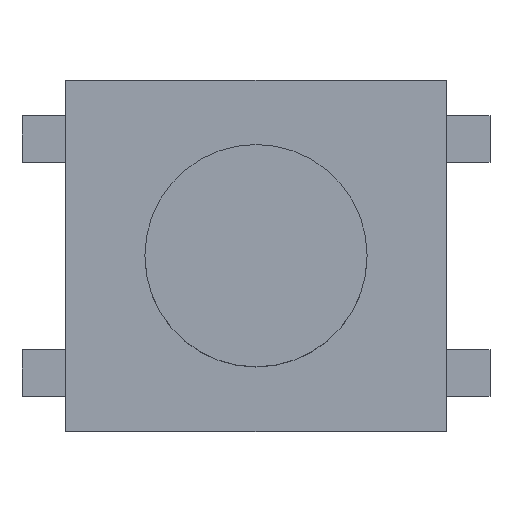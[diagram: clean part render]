
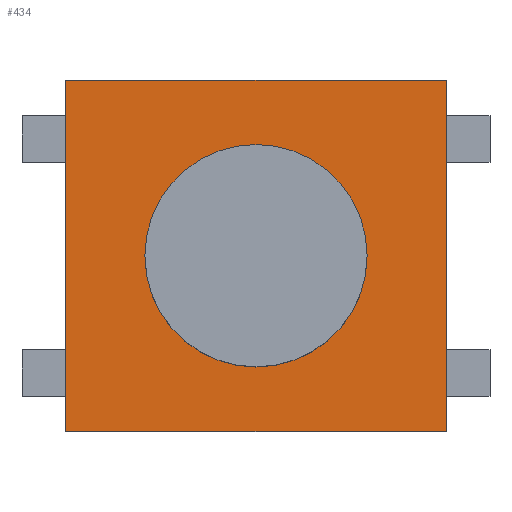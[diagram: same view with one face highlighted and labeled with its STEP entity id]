
A CAD part, top view. The second image highlights one B-rep face of the part: STEP entity #434.
In plain terms, the highlighted planar face has unit normal (0, 0, 1).
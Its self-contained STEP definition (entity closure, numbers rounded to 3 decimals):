
#50 = VERTEX_POINT('',#51);
#51 = CARTESIAN_POINT('',(-3.25,3.,1.8));
#57 = EDGE_CURVE('',#50,#58,#60,.T.);
#58 = VERTEX_POINT('',#59);
#59 = CARTESIAN_POINT('',(-3.25,-3.,1.8));
#60 = LINE('',#61,#62);
#61 = CARTESIAN_POINT('',(-3.25,3.,1.8));
#62 = VECTOR('',#63,1.);
#63 = DIRECTION('',(0.,-1.,0.));
#415 = EDGE_CURVE('',#58,#416,#418,.T.);
#416 = VERTEX_POINT('',#417);
#417 = CARTESIAN_POINT('',(3.25,-3.,1.8));
#418 = LINE('',#419,#420);
#419 = CARTESIAN_POINT('',(-3.25,-3.,1.8));
#420 = VECTOR('',#421,1.);
#421 = DIRECTION('',(1.,0.,0.));
#434 = ADVANCED_FACE('',(#435,#453),#464,.T.);
#435 = FACE_BOUND('',#436,.T.);
#436 = EDGE_LOOP('',(#437,#438,#439,#447));
#437 = ORIENTED_EDGE('',*,*,#57,.T.);
#438 = ORIENTED_EDGE('',*,*,#415,.T.);
#439 = ORIENTED_EDGE('',*,*,#440,.T.);
#440 = EDGE_CURVE('',#416,#441,#443,.T.);
#441 = VERTEX_POINT('',#442);
#442 = CARTESIAN_POINT('',(3.25,3.,1.8));
#443 = LINE('',#444,#445);
#444 = CARTESIAN_POINT('',(3.25,-3.,1.8));
#445 = VECTOR('',#446,1.);
#446 = DIRECTION('',(0.,1.,0.));
#447 = ORIENTED_EDGE('',*,*,#448,.T.);
#448 = EDGE_CURVE('',#441,#50,#449,.T.);
#449 = LINE('',#450,#451);
#450 = CARTESIAN_POINT('',(3.25,3.,1.8));
#451 = VECTOR('',#452,1.);
#452 = DIRECTION('',(-1.,0.,0.));
#453 = FACE_BOUND('',#454,.T.);
#454 = EDGE_LOOP('',(#455));
#455 = ORIENTED_EDGE('',*,*,#456,.F.);
#456 = EDGE_CURVE('',#457,#457,#459,.T.);
#457 = VERTEX_POINT('',#458);
#458 = CARTESIAN_POINT('',(1.9,0.,1.8));
#459 = CIRCLE('',#460,1.9);
#460 = AXIS2_PLACEMENT_3D('',#461,#462,#463);
#461 = CARTESIAN_POINT('',(0.,0.,1.8));
#462 = DIRECTION('',(0.,0.,1.));
#463 = DIRECTION('',(1.,0.,0.));
#464 = PLANE('',#465);
#465 = AXIS2_PLACEMENT_3D('',#466,#467,#468);
#466 = CARTESIAN_POINT('',(0.,0.,1.8));
#467 = DIRECTION('',(0.,0.,1.));
#468 = DIRECTION('',(1.,0.,0.));
